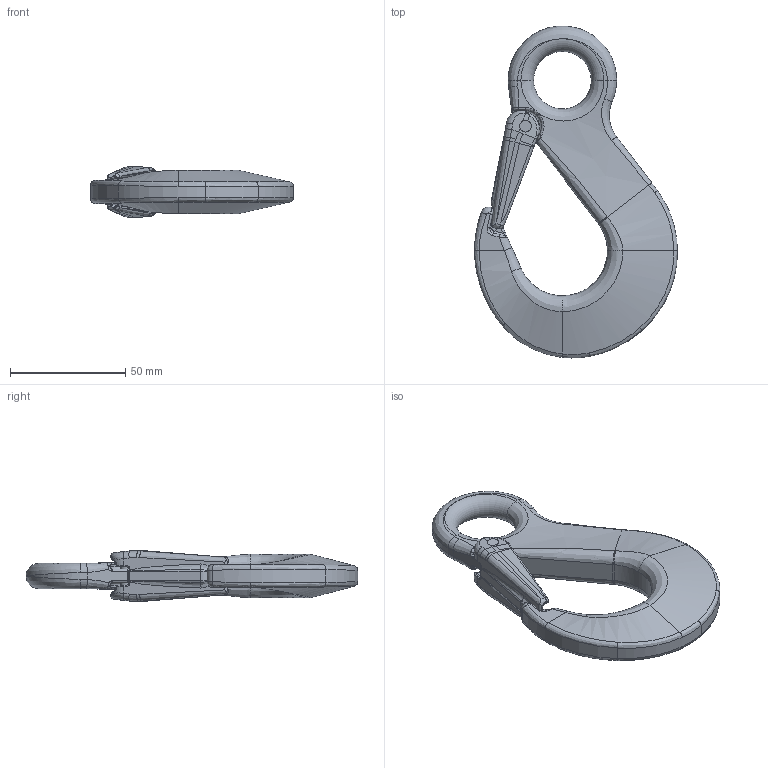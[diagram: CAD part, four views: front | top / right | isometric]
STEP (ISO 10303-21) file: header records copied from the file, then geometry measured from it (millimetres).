
FILE_DESCRIPTION(/* description */ (''),/* implementation_level */ '2;1');
FILE_NAME(/* name */ 'HSW 7-8 Kundenmodell',/* time_stamp */ '2009-01-16T09:14:12+01:00',/* author */ (''),/* organization */ (''),/* preprocessor_version */ 'ST-DEVELOPER v9',/* originating_system */ 'UGS - NX 4.0',/* authorisation */ '');
FILE_SCHEMA (('AUTOMOTIVE_DESIGN { 1 0 10303 214 1 1 1 1 }'));
Length unit declared in the file: millimetre
Products named in the file (1): rit34DCjuev
Bounding box: 88.04 x 143.98 x 22 mm (x, y, z)
Volume: 74987.8 mm3; surface area: 20801.8 mm2
Topology: 3 solids, 3 shells, 402 faces, 960 edges, 554 vertices
Faces by surface type: bspline 200, cylinder 91, plane 82, torus 21, extrusion 4, sphere 4
Full cylindrical faces by diameter (mm): 5 x4
Entity records: 18097 total; most frequent: CARTESIAN_POINT 10568, ORIENTED_EDGE 1900, DIRECTION 1139, EDGE_CURVE 950, VERTEX_POINT 552, AXIS2_PLACEMENT_3D 461, EDGE_LOOP 408, ADVANCED_FACE 402
